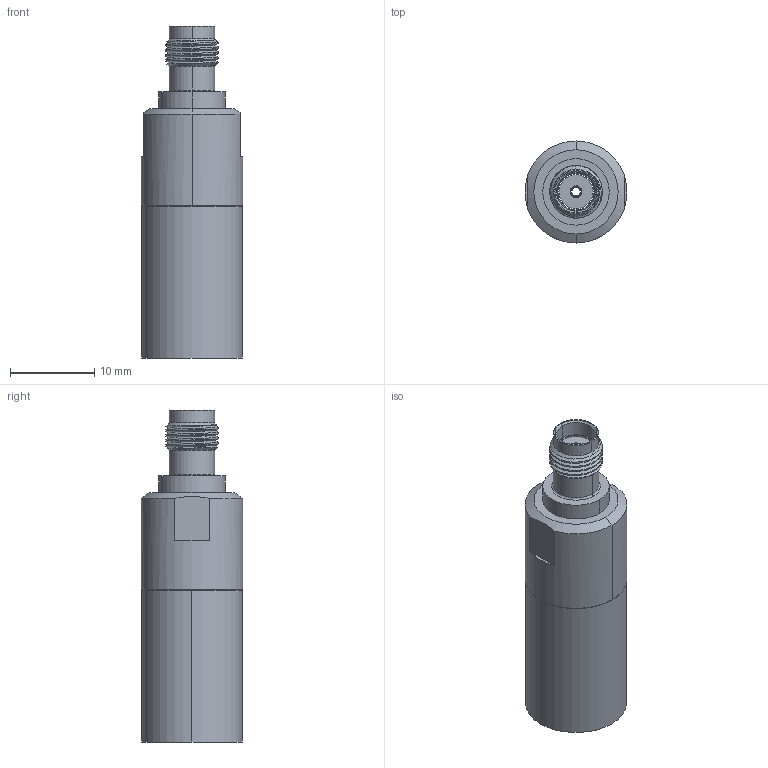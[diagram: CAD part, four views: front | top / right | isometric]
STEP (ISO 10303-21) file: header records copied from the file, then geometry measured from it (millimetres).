
FILE_DESCRIPTION (( 'STEP AP214' ), '1' );
FILE_NAME ('30-068-B3-DE.STEP', '2024-08-09T06:58:56', ( '' ), ( '' ), 'SwSTEP 2.0', 'SolidWorks 2024', '' );
FILE_SCHEMA (( 'AUTOMOTIVE_DESIGN' ));
Length unit declared in the file: millimetre
Products named in the file (1): 30-068-B3-DE
Bounding box: 12.1 x 12.1 x 39.4 mm (x, y, z)
Surface area: 2556.8 mm2 (no closed solid volume)
Topology: 0 solids, 6 shells, 61 faces, 151 edges, 100 vertices
Faces by surface type: cylinder 25, cone 16, plane 14, torus 4, bspline 2
Entity records: 2647 total; most frequent: CARTESIAN_POINT 1221, DIRECTION 308, ORIENTED_EDGE 278, EDGE_CURVE 151, AXIS2_PLACEMENT_3D 130, VERTEX_POINT 100, CIRCLE 70, EDGE_LOOP 69
